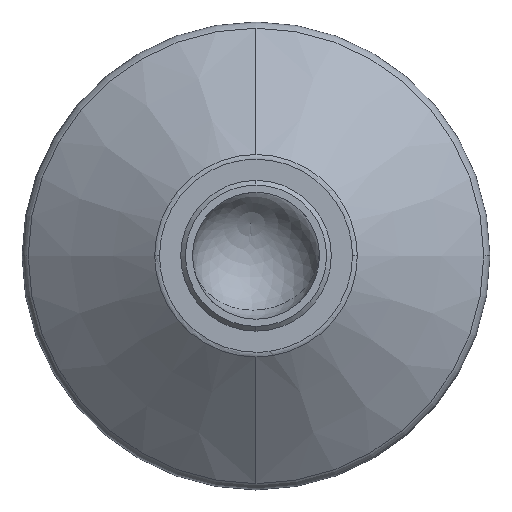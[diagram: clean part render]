
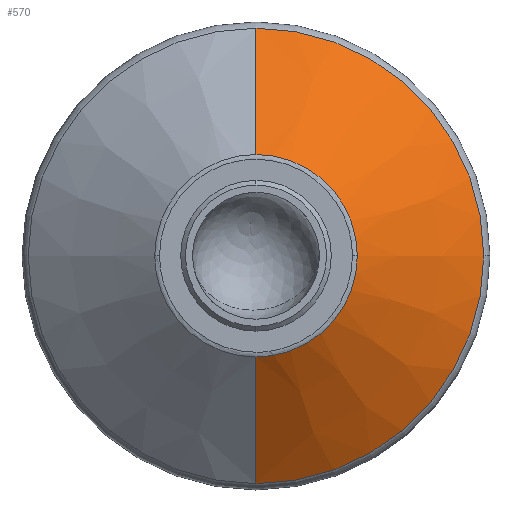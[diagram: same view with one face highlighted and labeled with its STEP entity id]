
A CAD part, top view. The second image highlights one B-rep face of the part: STEP entity #570.
In plain terms, the highlighted conical face has half-angle 52.595 degrees and reference radius 28.715 mm.
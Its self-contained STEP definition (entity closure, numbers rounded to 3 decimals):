
#22 = EDGE_CURVE ( 'NONE', #258, #670, #161, .T. ) ;
#24 = CARTESIAN_POINT ( 'NONE',  ( 0., -12.769, 17.794 ) ) ;
#32 = VECTOR ( 'NONE', #499, 1000. ) ;
#33 = DIRECTION ( 'NONE',  ( 0., 0., -1. ) ) ;
#37 = AXIS2_PLACEMENT_3D ( 'NONE', #197, #501, #324 ) ;
#39 = VERTEX_POINT ( 'NONE', #279 ) ;
#48 = DIRECTION ( 'NONE',  ( -1., 0., 0. ) ) ;
#68 = DIRECTION ( 'NONE',  ( 0., 1., 0. ) ) ;
#70 = CARTESIAN_POINT ( 'NONE',  ( 0., 0., 5.6 ) ) ;
#95 = CARTESIAN_POINT ( 'NONE',  ( 12.769, 0., 17.794 ) ) ;
#105 = EDGE_CURVE ( 'NONE', #416, #148, #504, .T. ) ;
#119 = ORIENTED_EDGE ( 'NONE', *, *, #22, .T. ) ;
#129 = EDGE_LOOP ( 'NONE', ( #119, #693, #375, #370, #141, #716 ) ) ;
#141 = ORIENTED_EDGE ( 'NONE', *, *, #672, .F. ) ;
#148 = VERTEX_POINT ( 'NONE', #681 ) ;
#157 = CARTESIAN_POINT ( 'NONE',  ( 0., 0., 17.794 ) ) ;
#161 = CIRCLE ( 'NONE', #385, 12.769 ) ;
#167 = CARTESIAN_POINT ( 'NONE',  ( 0., -28.715, 5.6 ) ) ;
#192 = AXIS2_PLACEMENT_3D ( 'NONE', #157, #33, #516 ) ;
#197 = CARTESIAN_POINT ( 'NONE',  ( 0., 0., 5.6 ) ) ;
#211 = CIRCLE ( 'NONE', #192, 12.769 ) ;
#212 = CIRCLE ( 'NONE', #364, 28.715 ) ;
#245 = VECTOR ( 'NONE', #700, 1000. ) ;
#258 = VERTEX_POINT ( 'NONE', #95 ) ;
#279 = CARTESIAN_POINT ( 'NONE',  ( 0., 12.769, 17.794 ) ) ;
#284 = CARTESIAN_POINT ( 'NONE',  ( 0., 0., 17.794 ) ) ;
#305 = LINE ( 'NONE', #316, #32 ) ;
#316 = CARTESIAN_POINT ( 'NONE',  ( 0., 28.715, 5.6 ) ) ;
#324 = DIRECTION ( 'NONE',  ( -1., 0., 0. ) ) ;
#339 = EDGE_CURVE ( 'NONE', #670, #416, #455, .T. ) ;
#364 = AXIS2_PLACEMENT_3D ( 'NONE', #487, #428, #666 ) ;
#370 = ORIENTED_EDGE ( 'NONE', *, *, #537, .T. ) ;
#375 = ORIENTED_EDGE ( 'NONE', *, *, #105, .T. ) ;
#385 = AXIS2_PLACEMENT_3D ( 'NONE', #284, #763, #48 ) ;
#416 = VERTEX_POINT ( 'NONE', #167 ) ;
#428 = DIRECTION ( 'NONE',  ( 0., 0., 1. ) ) ;
#429 = DIRECTION ( 'NONE',  ( 0., 0., -1. ) ) ;
#455 = LINE ( 'NONE', #638, #245 ) ;
#457 = CARTESIAN_POINT ( 'NONE',  ( 0., 28.715, 5.6 ) ) ;
#487 = CARTESIAN_POINT ( 'NONE',  ( 0., 0., 5.6 ) ) ;
#499 = DIRECTION ( 'NONE',  ( 0., 0.794, -0.607 ) ) ;
#501 = DIRECTION ( 'NONE',  ( 0., 0., 1. ) ) ;
#504 = CIRCLE ( 'NONE', #37, 28.715 ) ;
#516 = DIRECTION ( 'NONE',  ( -1., 0., 0. ) ) ;
#537 = EDGE_CURVE ( 'NONE', #148, #757, #212, .T. ) ;
#541 = AXIS2_PLACEMENT_3D ( 'NONE', #70, #429, #68 ) ;
#570 = ADVANCED_FACE ( 'NONE', ( #657 ), #594, .T. ) ;
#594 = CONICAL_SURFACE ( 'NONE', #541, 28.715, 0.918 ) ;
#638 = CARTESIAN_POINT ( 'NONE',  ( 0., -28.715, 5.6 ) ) ;
#657 = FACE_OUTER_BOUND ( 'NONE', #129, .T. ) ;
#666 = DIRECTION ( 'NONE',  ( -1., 0., 0. ) ) ;
#670 = VERTEX_POINT ( 'NONE', #24 ) ;
#672 = EDGE_CURVE ( 'NONE', #39, #757, #305, .T. ) ;
#681 = CARTESIAN_POINT ( 'NONE',  ( 28.715, 0., 5.6 ) ) ;
#693 = ORIENTED_EDGE ( 'NONE', *, *, #339, .T. ) ;
#700 = DIRECTION ( 'NONE',  ( 0., -0.794, -0.607 ) ) ;
#716 = ORIENTED_EDGE ( 'NONE', *, *, #728, .T. ) ;
#728 = EDGE_CURVE ( 'NONE', #39, #258, #211, .T. ) ;
#757 = VERTEX_POINT ( 'NONE', #457 ) ;
#763 = DIRECTION ( 'NONE',  ( 0., 0., -1. ) ) ;
